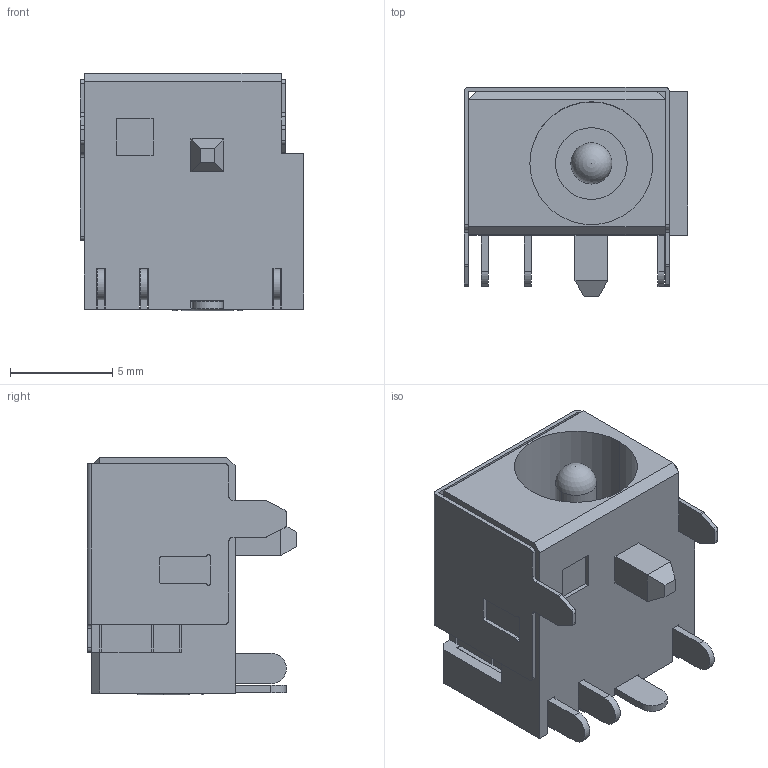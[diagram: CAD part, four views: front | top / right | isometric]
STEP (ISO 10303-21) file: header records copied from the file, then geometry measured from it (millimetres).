
FILE_DESCRIPTION (( 'STEP AP214' ), '1' );
FILE_NAME ('CUI_DEVICES_PJ-076A.step', '2019-10-20T23:35:29', ( '' ), ( '' ), 'SwSTEP 2.0', 'SolidWorks 2019', '' );
FILE_SCHEMA (( 'AUTOMOTIVE_DESIGN' ));
Length unit declared in the file: inch
Products named in the file (1): CUI_DEVICES_PJ-076A
Bounding box: 10.9 x 10.2 x 11.57 mm (x, y, z)
Volume: 616.5 mm3; surface area: 1358 mm2
Topology: 6 solids, 6 shells, 219 faces, 594 edges, 393 vertices
Faces by surface type: plane 153, cylinder 57, torus 8, sphere 1
Entity records: 9775 total; most frequent: CARTESIAN_POINT 1204, ORIENTED_EDGE 1184, DIRECTION 1170, EDGE_CURVE 592, VECTOR 454, LINE 454, VERTEX_POINT 392, AXIS2_PLACEMENT_3D 358
